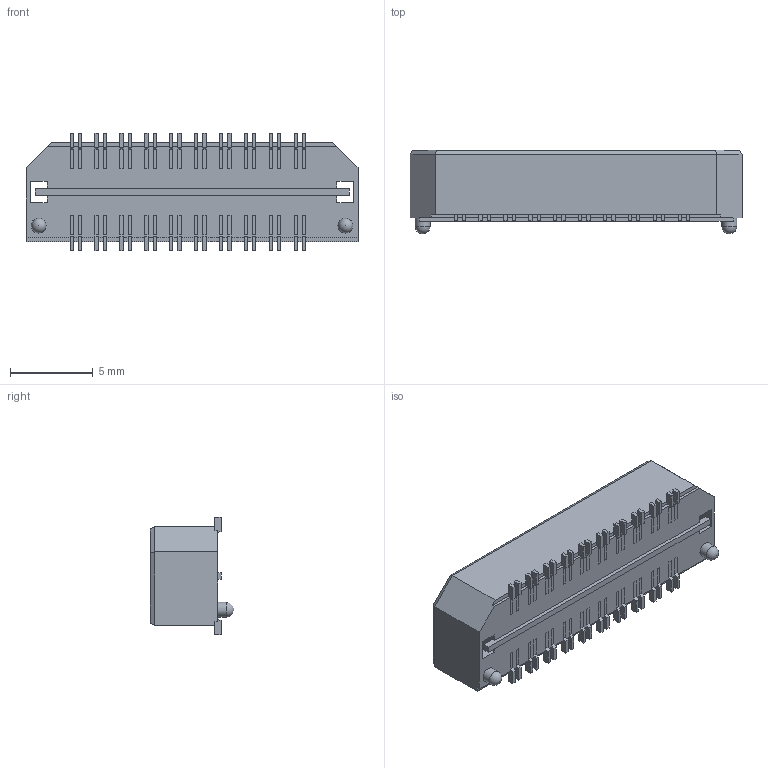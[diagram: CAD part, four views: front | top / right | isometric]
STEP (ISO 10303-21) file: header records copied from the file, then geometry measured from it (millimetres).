
FILE_DESCRIPTION(/* description */ ('STEP AP214'),/* implementation_level */ '2;1');
FILE_NAME(/* name */ 'QTH-020-01-F-D-DP-A',/* time_stamp */ '2022-07-01T16:44:13+02:00',/* author */ ('License CC BY-ND 4.0'),/* organization */ ('CADENAS'),/* preprocessor_version */ 'ST-DEVELOPER v18.102',/* originating_system */ 'PARTsolutions',/* authorisation */ ' ');
FILE_SCHEMA (('AUTOMOTIVE_DESIGN {1 0 10303 214 3 1 1}'));
Length unit declared in the file: inch
Products named in the file (4): QTH-020-01-F-D-DP-A; T-1G1-01_imp; T-1S39-01(-020-01-D-DP)_pin; TQTH-020-01-F-D-DP-A_terminal
Assembly tree (3 placements, depth 2):
  QTH-020-01-F-D-DP-A
    T-1G1-01_imp
    T-1S39-01(-020-01-D-DP)_pin
    TQTH-020-01-F-D-DP-A_terminal
Bounding box: 20.02 x 5.03 x 7.11 mm (x, y, z)
Volume: 328.6 mm3; surface area: 1204.4 mm2
Topology: 3 solids, 3 shells, 1074 faces, 3196 edges, 2128 vertices
Faces by surface type: plane 1028, cylinder 44, sphere 2
Full cylindrical faces by diameter (mm): 0.889 x2
Entity records: 35367 total; most frequent: CARTESIAN_POINT 6386, ORIENTED_EDGE 6372, DIRECTION 5434, EDGE_CURVE 3186, LINE 3094, VECTOR 3094, VERTEX_POINT 2122, AXIS2_PLACEMENT_3D 1170
